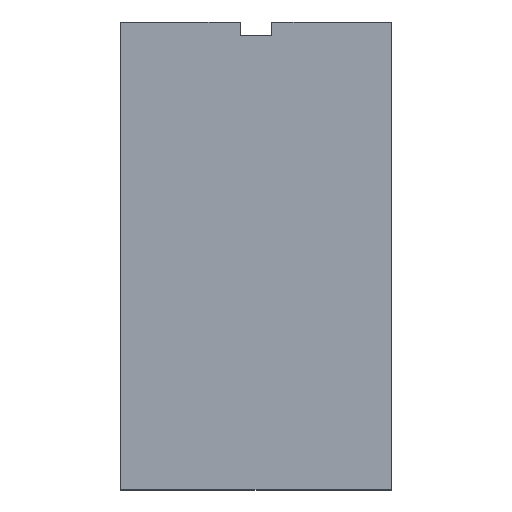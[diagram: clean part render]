
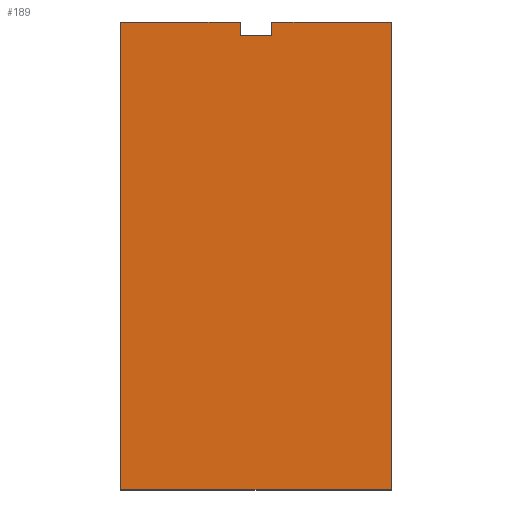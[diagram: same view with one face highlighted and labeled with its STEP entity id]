
A CAD part, top view. The second image highlights one B-rep face of the part: STEP entity #189.
In plain terms, the highlighted planar face has unit normal (0, 0, 1).
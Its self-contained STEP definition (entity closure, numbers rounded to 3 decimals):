
#23=FACE_OUTER_BOUND('',#33,.T.);
#33=EDGE_LOOP('',(#155,#156,#157,#158,#159,#160,#161,#162));
#37=LINE('',#269,#61);
#40=LINE('',#275,#64);
#43=LINE('',#281,#67);
#46=LINE('',#287,#70);
#49=LINE('',#293,#73);
#52=LINE('',#299,#76);
#55=LINE('',#305,#79);
#58=LINE('',#309,#82);
#61=VECTOR('',#221,10.);
#64=VECTOR('',#226,10.);
#67=VECTOR('',#231,10.);
#70=VECTOR('',#236,10.);
#73=VECTOR('',#241,10.);
#76=VECTOR('',#246,10.);
#79=VECTOR('',#251,10.);
#82=VECTOR('',#256,10.);
#85=VERTEX_POINT('',#266);
#86=VERTEX_POINT('',#268);
#88=VERTEX_POINT('',#274);
#90=VERTEX_POINT('',#280);
#92=VERTEX_POINT('',#286);
#94=VERTEX_POINT('',#292);
#96=VERTEX_POINT('',#298);
#98=VERTEX_POINT('',#304);
#101=EDGE_CURVE('',#86,#85,#37,.T.);
#104=EDGE_CURVE('',#88,#86,#40,.T.);
#107=EDGE_CURVE('',#90,#88,#43,.T.);
#110=EDGE_CURVE('',#92,#90,#46,.T.);
#113=EDGE_CURVE('',#94,#92,#49,.T.);
#116=EDGE_CURVE('',#96,#94,#52,.T.);
#119=EDGE_CURVE('',#98,#96,#55,.T.);
#122=EDGE_CURVE('',#85,#98,#58,.T.);
#155=ORIENTED_EDGE('',*,*,#122,.T.);
#156=ORIENTED_EDGE('',*,*,#119,.T.);
#157=ORIENTED_EDGE('',*,*,#116,.T.);
#158=ORIENTED_EDGE('',*,*,#113,.T.);
#159=ORIENTED_EDGE('',*,*,#110,.T.);
#160=ORIENTED_EDGE('',*,*,#107,.T.);
#161=ORIENTED_EDGE('',*,*,#104,.T.);
#162=ORIENTED_EDGE('',*,*,#101,.T.);
#179=PLANE('',#213);
#189=ADVANCED_FACE('',(#23),#179,.T.);
#213=AXIS2_PLACEMENT_3D('',#310,#257,#258);
#221=DIRECTION('',(-1.,0.,0.));
#226=DIRECTION('',(0.,1.,0.));
#231=DIRECTION('',(1.,0.,0.));
#236=DIRECTION('',(0.,-1.,0.));
#241=DIRECTION('',(-1.,0.,0.));
#246=DIRECTION('',(0.,1.,0.));
#251=DIRECTION('',(-1.,0.,0.));
#256=DIRECTION('',(0.,-1.,0.));
#257=DIRECTION('center_axis',(0.,0.,1.));
#258=DIRECTION('ref_axis',(1.,0.,0.));
#266=CARTESIAN_POINT('',(16.509,70.,1.));
#268=CARTESIAN_POINT('',(33.5,70.,1.));
#269=CARTESIAN_POINT('',(-5.,70.,1.));
#274=CARTESIAN_POINT('',(33.5,3.5,1.));
#275=CARTESIAN_POINT('',(33.5,70.,1.));
#280=CARTESIAN_POINT('',(-5.,3.5,1.));
#281=CARTESIAN_POINT('',(33.5,3.5,1.));
#286=CARTESIAN_POINT('',(-5.,70.,1.));
#287=CARTESIAN_POINT('',(-5.,3.5,1.));
#292=CARTESIAN_POINT('',(12.,70.,1.));
#293=CARTESIAN_POINT('',(-5.,70.,1.));
#298=CARTESIAN_POINT('',(12.,68.016,1.));
#299=CARTESIAN_POINT('',(12.,68.016,1.));
#304=CARTESIAN_POINT('',(16.509,68.016,1.));
#305=CARTESIAN_POINT('',(16.509,68.016,1.));
#309=CARTESIAN_POINT('',(16.509,70.,1.));
#310=CARTESIAN_POINT('Origin',(14.25,36.75,1.));
